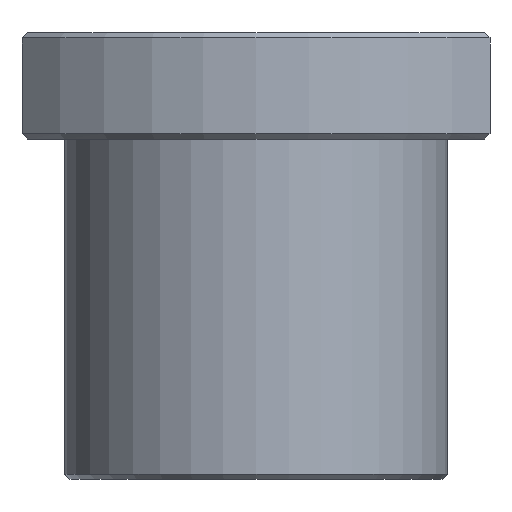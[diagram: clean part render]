
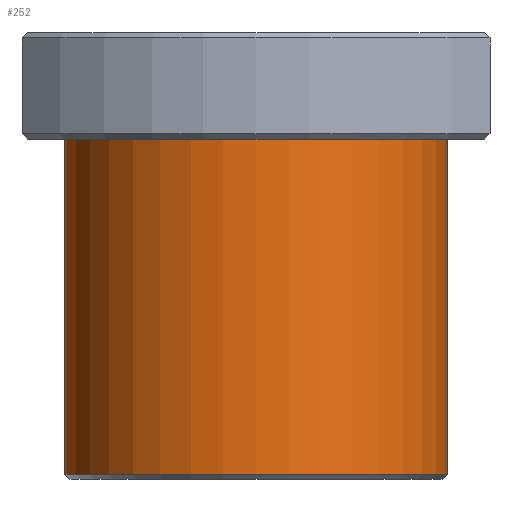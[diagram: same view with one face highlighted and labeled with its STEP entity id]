
A CAD part, front view. The second image highlights one B-rep face of the part: STEP entity #252.
In plain terms, the highlighted cylindrical face has radius 18 mm (diameter 36 mm), a full revolution.
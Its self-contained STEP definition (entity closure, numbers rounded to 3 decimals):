
#202=CYLINDRICAL_SURFACE('',#2578,18.);
#214=CIRCLE('',#2576,18.);
#215=CIRCLE('',#2577,18.);
#252=ADVANCED_FACE('',(#513,#514),#202,.T.);
#513=FACE_BOUND('',#606,.T.);
#514=FACE_BOUND('',#607,.T.);
#606=EDGE_LOOP('',(#1033));
#607=EDGE_LOOP('',(#1034));
#1033=ORIENTED_EDGE('',*,*,#1943,.T.);
#1034=ORIENTED_EDGE('',*,*,#1944,.T.);
#1709=VERTEX_POINT('',#3661);
#1710=VERTEX_POINT('',#3663);
#1943=EDGE_CURVE('',#1709,#1709,#214,.T.);
#1944=EDGE_CURVE('',#1710,#1710,#215,.T.);
#2576=AXIS2_PLACEMENT_3D('',#3660,#2801,#2802);
#2577=AXIS2_PLACEMENT_3D('',#3662,#2803,#2804);
#2578=AXIS2_PLACEMENT_3D('',#3664,#2805,#2806);
#2801=DIRECTION('',(0.,0.,1.));
#2802=DIRECTION('',(1.,0.,0.));
#2803=DIRECTION('',(0.,0.,-1.));
#2804=DIRECTION('',(1.,0.,0.));
#2805=DIRECTION('',(0.,0.,-1.));
#2806=DIRECTION('',(1.,0.,0.));
#3660=CARTESIAN_POINT('',(0.,0.,-41.5));
#3661=CARTESIAN_POINT('',(18.,0.,-41.5));
#3662=CARTESIAN_POINT('',(0.,0.,-10.));
#3663=CARTESIAN_POINT('',(18.,0.,-10.));
#3664=CARTESIAN_POINT('',(0.,0.,0.));
